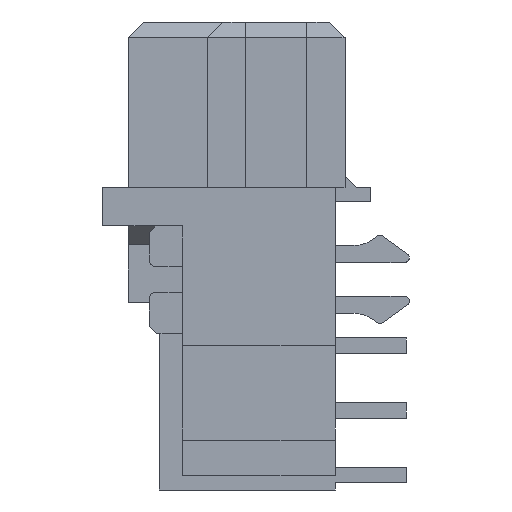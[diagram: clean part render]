
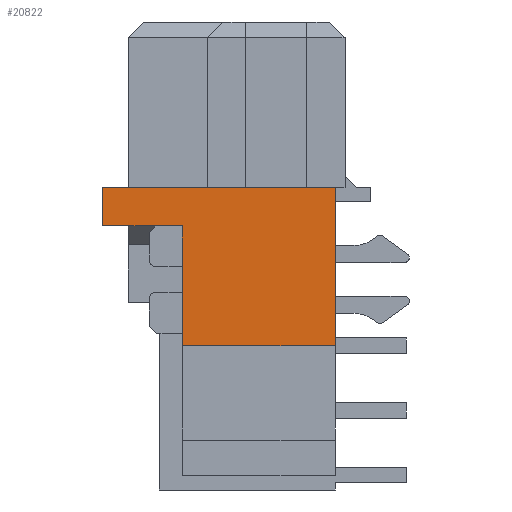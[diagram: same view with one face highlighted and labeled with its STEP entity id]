
A CAD part, left-side view. The second image highlights one B-rep face of the part: STEP entity #20822.
In plain terms, the highlighted planar face has unit normal (-1, 0, 0).
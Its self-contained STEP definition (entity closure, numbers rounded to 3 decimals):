
#5591=DIRECTION('',(0.,-1.,0.));
#5592=VECTOR('',#5591,3.125);
#5593=CARTESIAN_POINT('',(-26.67,5.25,-8.));
#5594=LINE('',#5593,#5592);
#5619=DIRECTION('',(0.,0.,1.));
#5620=VECTOR('',#5619,1.5);
#5621=CARTESIAN_POINT('',(-26.67,5.25,-8.));
#5622=LINE('',#5621,#5620);
#5623=DIRECTION('',(0.,-1.,0.));
#5624=VECTOR('',#5623,9.125);
#5625=CARTESIAN_POINT('',(-26.67,5.25,-6.5));
#5626=LINE('',#5625,#5624);
#5627=DIRECTION('',(0.,0.,-1.));
#5628=VECTOR('',#5627,6.2);
#5629=CARTESIAN_POINT('',(-26.67,-3.875,-6.5));
#5630=LINE('',#5629,#5628);
#5631=DIRECTION('',(0.,1.,0.));
#5632=VECTOR('',#5631,6.);
#5633=CARTESIAN_POINT('',(-26.67,-3.875,-12.7));
#5634=LINE('',#5633,#5632);
#5635=DIRECTION('',(0.,0.,1.));
#5636=VECTOR('',#5635,4.7);
#5637=CARTESIAN_POINT('',(-26.67,2.125,-12.7));
#5638=LINE('',#5637,#5636);
#9786=CARTESIAN_POINT('',(-26.67,5.25,-8.));
#9787=CARTESIAN_POINT('',(-26.67,5.25,-6.5));
#9788=VERTEX_POINT('',#9786);
#9789=VERTEX_POINT('',#9787);
#9790=CARTESIAN_POINT('',(-26.67,-3.875,-6.5));
#9791=VERTEX_POINT('',#9790);
#9864=CARTESIAN_POINT('',(-26.67,-3.875,-12.7));
#9865=VERTEX_POINT('',#9864);
#12040=CARTESIAN_POINT('',(-26.67,2.125,-8.));
#12041=VERTEX_POINT('',#12040);
#12202=CARTESIAN_POINT('',(-26.67,2.125,-12.7));
#12203=VERTEX_POINT('',#12202);
#20807=CARTESIAN_POINT('',(-26.67,0.,0.));
#20808=DIRECTION('',(1.,0.,0.));
#20809=DIRECTION('',(0.,1.,0.));
#20810=AXIS2_PLACEMENT_3D('',#20807,#20808,#20809);
#20811=PLANE('',#20810);
#20812=ORIENTED_EDGE('',*,*,#20768,.F.);
#20814=ORIENTED_EDGE('',*,*,#20813,.T.);
#20815=ORIENTED_EDGE('',*,*,#19756,.T.);
#20816=ORIENTED_EDGE('',*,*,#19862,.T.);
#20818=ORIENTED_EDGE('',*,*,#20817,.T.);
#20819=ORIENTED_EDGE('',*,*,#20655,.T.);
#20820=EDGE_LOOP('',(#20812,#20814,#20815,#20816,#20818,#20819));
#20821=FACE_OUTER_BOUND('',#20820,.F.);
#20822=ADVANCED_FACE('',(#20821),#20811,.F.);
#19756=EDGE_CURVE('',#9789,#9791,#5626,.T.);
#19862=EDGE_CURVE('',#9791,#9865,#5630,.T.);
#20655=EDGE_CURVE('',#12203,#12041,#5638,.T.);
#20768=EDGE_CURVE('',#9788,#12041,#5594,.T.);
#20813=EDGE_CURVE('',#9788,#9789,#5622,.T.);
#20817=EDGE_CURVE('',#9865,#12203,#5634,.T.);
